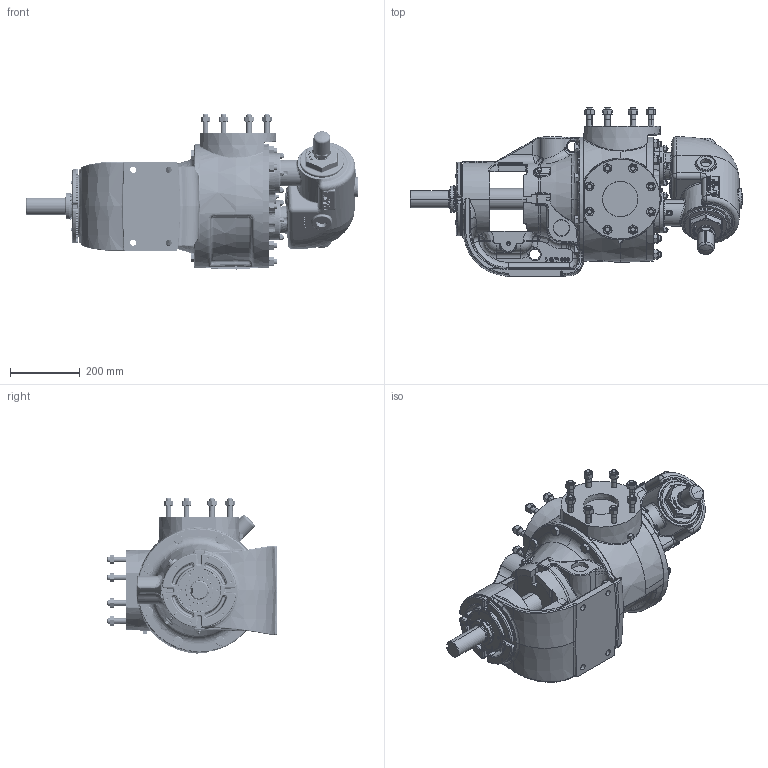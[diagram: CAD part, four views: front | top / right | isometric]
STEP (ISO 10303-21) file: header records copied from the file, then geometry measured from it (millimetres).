
FILE_DESCRIPTION (( 'STEP AP214' ), '1' );
FILE_NAME ('QV-1744.STEP', '2022-10-04T20:34:41', ( '' ), ( '' ), 'SwSTEP 2.0', 'SolidWorks 2021', '' );
FILE_SCHEMA (( 'AUTOMOTIVE_DESIGN' ));
Length unit declared in the file: inch
Products named in the file (1): QV-1744
Bounding box: 952.15 x 485.65 x 444.81 mm (x, y, z)
Volume: 47128139.5 mm3; surface area: 1628356.1 mm2
Topology: 1 solids, 1 shells, 5585 faces, 14211 edges, 8774 vertices
Faces by surface type: plane 2100, bspline 1313, cylinder 1068, cone 782, torus 215, sphere 107
Entity records: 335736 total; most frequent: CARTESIAN_POINT 159864, ORIENTED_EDGE 27938, DIRECTION 22001, EDGE_CURVE 13969, VERTEX_POINT 8762, AXIS2_PLACEMENT_3D 8105, EDGE_LOOP 5979, VECTOR 5791
